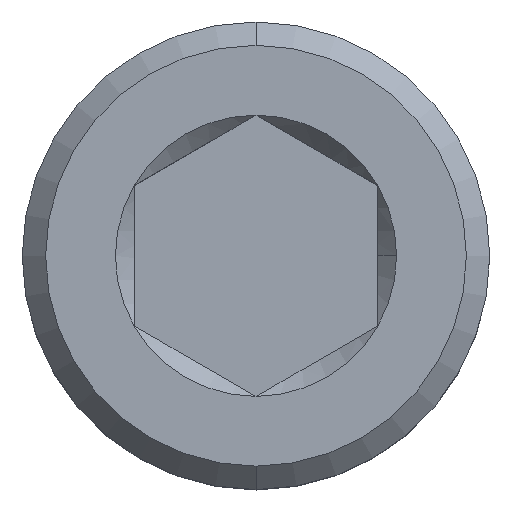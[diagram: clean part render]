
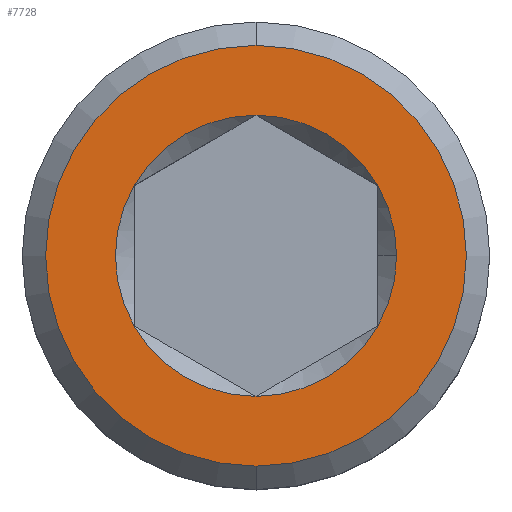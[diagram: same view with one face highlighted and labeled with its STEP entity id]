
A CAD part, top view. The second image highlights one B-rep face of the part: STEP entity #7728.
In plain terms, the highlighted planar face has unit normal (0, 0, 1).
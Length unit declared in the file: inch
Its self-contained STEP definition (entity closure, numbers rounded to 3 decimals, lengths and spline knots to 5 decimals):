
#38 = EDGE_CURVE ( 'NONE', #10156, #9621, #11304, .T. ) ;
#64 = ORIENTED_EDGE ( 'NONE', *, *, #11367, .F. ) ;
#97 = EDGE_LOOP ( 'NONE', ( #3775, #4216 ) ) ;
#229 = EDGE_CURVE ( 'NONE', #1020, #2479, #1952, .T. ) ;
#306 = VERTEX_POINT ( 'NONE', #3248 ) ;
#584 = DIRECTION ( 'NONE',  ( 0., 0., 1. ) ) ;
#594 = CARTESIAN_POINT ( 'NONE',  ( 0., 0., 0.164 ) ) ;
#1020 = VERTEX_POINT ( 'NONE', #3883 ) ;
#1030 = FACE_OUTER_BOUND ( 'NONE', #97, .T. ) ;
#1057 = CARTESIAN_POINT ( 'NONE',  ( 0., 0.1215, 0.164 ) ) ;
#1244 = CARTESIAN_POINT ( 'NONE',  ( 0., 0., 0.164 ) ) ;
#1534 = CARTESIAN_POINT ( 'NONE',  ( 0., 0., 0.164 ) ) ;
#1715 = ORIENTED_EDGE ( 'NONE', *, *, #6962, .F. ) ;
#1800 = ORIENTED_EDGE ( 'NONE', *, *, #3396, .F. ) ;
#1952 = CIRCLE ( 'NONE', #7246, 0.1215 ) ;
#2170 = AXIS2_PLACEMENT_3D ( 'NONE', #10320, #584, #9441 ) ;
#2327 = AXIS2_PLACEMENT_3D ( 'NONE', #5268, #8780, #4376 ) ;
#2479 = VERTEX_POINT ( 'NONE', #1057 ) ;
#2790 = DIRECTION ( 'NONE',  ( 1., 0., 0. ) ) ;
#3039 = DIRECTION ( 'NONE',  ( 0., -1., 0. ) ) ;
#3212 = AXIS2_PLACEMENT_3D ( 'NONE', #1534, #7790, #6918 ) ;
#3248 = CARTESIAN_POINT ( 'NONE',  ( 0.07031, 0.04059, 0.164 ) ) ;
#3396 = EDGE_CURVE ( 'NONE', #9123, #4319, #8986, .T. ) ;
#3718 = CARTESIAN_POINT ( 'NONE',  ( 0., 0.1215, 0.164 ) ) ;
#3775 = ORIENTED_EDGE ( 'NONE', *, *, #10752, .T. ) ;
#3883 = CARTESIAN_POINT ( 'NONE',  ( 0., -0.1215, 0.164 ) ) ;
#4058 = AXIS2_PLACEMENT_3D ( 'NONE', #1244, #7484, #3039 ) ;
#4216 = ORIENTED_EDGE ( 'NONE', *, *, #229, .T. ) ;
#4319 = VERTEX_POINT ( 'NONE', #6076 ) ;
#4376 = DIRECTION ( 'NONE',  ( 1., 0., 0. ) ) ;
#4419 = CARTESIAN_POINT ( 'NONE',  ( 0., 0., 0.164 ) ) ;
#4467 = CARTESIAN_POINT ( 'NONE',  ( -0.07031, -0.04059, 0.164 ) ) ;
#4773 = DIRECTION ( 'NONE',  ( 0., -1., 0. ) ) ;
#4795 = CIRCLE ( 'NONE', #4058, 0.1215 ) ;
#4935 = AXIS2_PLACEMENT_3D ( 'NONE', #594, #9340, #11115 ) ;
#5132 = ORIENTED_EDGE ( 'NONE', *, *, #8690, .F. ) ;
#5240 = CIRCLE ( 'NONE', #2327, 0.08119 ) ;
#5268 = CARTESIAN_POINT ( 'NONE',  ( 0., 0., 0.164 ) ) ;
#5320 = DIRECTION ( 'NONE',  ( 0., 0., -1. ) ) ;
#5383 = DIRECTION ( 'NONE',  ( 1., 0., 0. ) ) ;
#5443 = ORIENTED_EDGE ( 'NONE', *, *, #38, .F. ) ;
#5619 = EDGE_CURVE ( 'NONE', #9621, #306, #7852, .T. ) ;
#5949 = ORIENTED_EDGE ( 'NONE', *, *, #5619, .F. ) ;
#5980 = AXIS2_PLACEMENT_3D ( 'NONE', #3718, #5320, #7408 ) ;
#6006 = VERTEX_POINT ( 'NONE', #4467 ) ;
#6044 = CIRCLE ( 'NONE', #9516, 0.08119 ) ;
#6076 = CARTESIAN_POINT ( 'NONE',  ( -0.07031, 0.04059, 0.164 ) ) ;
#6918 = DIRECTION ( 'NONE',  ( 1., 0., 0. ) ) ;
#6962 = EDGE_CURVE ( 'NONE', #306, #9123, #11300, .T. ) ;
#7156 = CARTESIAN_POINT ( 'NONE',  ( 0.08119, 0., 0.164 ) ) ;
#7246 = AXIS2_PLACEMENT_3D ( 'NONE', #11073, #10172, #4773 ) ;
#7375 = AXIS2_PLACEMENT_3D ( 'NONE', #8229, #10859, #9128 ) ;
#7408 = DIRECTION ( 'NONE',  ( 0., 1., 0. ) ) ;
#7484 = DIRECTION ( 'NONE',  ( 0., 0., 1. ) ) ;
#7529 = FACE_BOUND ( 'NONE', #8973, .T. ) ;
#7728 = ADVANCED_FACE ( 'NONE', ( #7529, #1030 ), #10873, .F. ) ;
#7790 = DIRECTION ( 'NONE',  ( 0., 0., 1. ) ) ;
#7852 = CIRCLE ( 'NONE', #4935, 0.08119 ) ;
#7968 = CARTESIAN_POINT ( 'NONE',  ( 0., -0.08119, 0.164 ) ) ;
#8101 = EDGE_CURVE ( 'NONE', #6006, #11511, #10805, .T. ) ;
#8225 = CARTESIAN_POINT ( 'NONE',  ( 0., 0.08119, 0.164 ) ) ;
#8229 = CARTESIAN_POINT ( 'NONE',  ( 0., 0., 0.164 ) ) ;
#8252 = DIRECTION ( 'NONE',  ( 0., 0., 1. ) ) ;
#8690 = EDGE_CURVE ( 'NONE', #11511, #10156, #5240, .T. ) ;
#8716 = CARTESIAN_POINT ( 'NONE',  ( 0.07031, -0.04059, 0.164 ) ) ;
#8780 = DIRECTION ( 'NONE',  ( 0., 0., 1. ) ) ;
#8973 = EDGE_LOOP ( 'NONE', ( #64, #1800, #1715, #5949, #5443, #5132, #9602 ) ) ;
#8983 = DIRECTION ( 'NONE',  ( 0., 0., 1. ) ) ;
#8986 = CIRCLE ( 'NONE', #7375, 0.08119 ) ;
#9123 = VERTEX_POINT ( 'NONE', #8225 ) ;
#9128 = DIRECTION ( 'NONE',  ( 1., 0., 0. ) ) ;
#9340 = DIRECTION ( 'NONE',  ( 0., 0., 1. ) ) ;
#9441 = DIRECTION ( 'NONE',  ( 1., 0., 0. ) ) ;
#9516 = AXIS2_PLACEMENT_3D ( 'NONE', #4419, #8983, #5383 ) ;
#9602 = ORIENTED_EDGE ( 'NONE', *, *, #8101, .F. ) ;
#9621 = VERTEX_POINT ( 'NONE', #7156 ) ;
#10062 = CARTESIAN_POINT ( 'NONE',  ( 0., 0., 0.164 ) ) ;
#10156 = VERTEX_POINT ( 'NONE', #8716 ) ;
#10172 = DIRECTION ( 'NONE',  ( 0., 0., 1. ) ) ;
#10320 = CARTESIAN_POINT ( 'NONE',  ( 0., 0., 0.164 ) ) ;
#10752 = EDGE_CURVE ( 'NONE', #2479, #1020, #4795, .T. ) ;
#10805 = CIRCLE ( 'NONE', #2170, 0.08119 ) ;
#10827 = AXIS2_PLACEMENT_3D ( 'NONE', #10062, #8252, #2790 ) ;
#10859 = DIRECTION ( 'NONE',  ( 0., 0., 1. ) ) ;
#10873 = PLANE ( 'NONE',  #5980 ) ;
#11073 = CARTESIAN_POINT ( 'NONE',  ( 0., 0., 0.164 ) ) ;
#11115 = DIRECTION ( 'NONE',  ( 1., 0., 0. ) ) ;
#11300 = CIRCLE ( 'NONE', #10827, 0.08119 ) ;
#11304 = CIRCLE ( 'NONE', #3212, 0.08119 ) ;
#11367 = EDGE_CURVE ( 'NONE', #4319, #6006, #6044, .T. ) ;
#11511 = VERTEX_POINT ( 'NONE', #7968 ) ;
